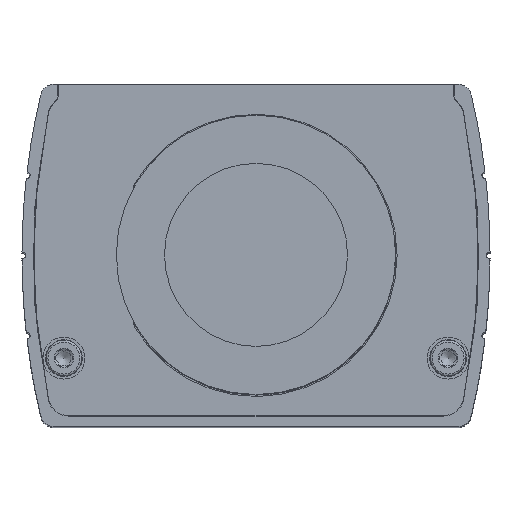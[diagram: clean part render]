
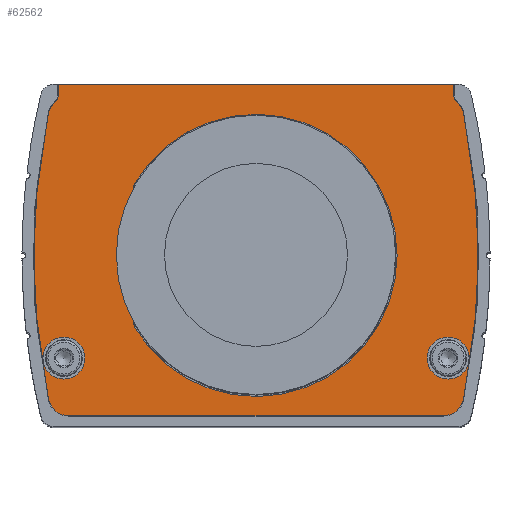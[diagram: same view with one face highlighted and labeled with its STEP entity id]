
A CAD part, top view. The second image highlights one B-rep face of the part: STEP entity #62562.
In plain terms, the highlighted planar face has unit normal (0, 0, 1).
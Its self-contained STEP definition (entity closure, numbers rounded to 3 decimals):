
#463=FACE_BOUND('',#7624,.T.);
#464=FACE_BOUND('',#7625,.T.);
#465=FACE_BOUND('',#7626,.T.);
#1764=PLANE('',#65974);
#4354=FACE_OUTER_BOUND('',#7623,.T.);
#7623=EDGE_LOOP('',(#41371,#41372,#41373,#41374,#41375,#41376,#41377,#41378,
#41379,#41380,#41381,#41382,#41383,#41384,#41385,#41386,#41387,#41388));
#7624=EDGE_LOOP('',(#41389));
#7625=EDGE_LOOP('',(#41390));
#7626=EDGE_LOOP('',(#41391,#41392,#41393,#41394));
#11057=LINE('',#84757,#18247);
#11071=LINE('',#84819,#18261);
#11076=LINE('',#84837,#18266);
#11082=LINE('',#84861,#18272);
#11084=LINE('',#84864,#18274);
#11085=LINE('',#84867,#18275);
#11086=LINE('',#84869,#18276);
#18247=VECTOR('',#69736,10.);
#18261=VECTOR('',#69796,10.);
#18266=VECTOR('',#69815,10.);
#18272=VECTOR('',#69847,10.);
#18274=VECTOR('',#69851,10.);
#18275=VECTOR('',#69854,10.);
#18276=VECTOR('',#69855,10.);
#25444=CIRCLE('',#65928,1.);
#25445=CIRCLE('',#65931,1.);
#25448=CIRCLE('',#65935,1.);
#25449=CIRCLE('',#65937,1.);
#25452=CIRCLE('',#65941,2.95);
#25454=CIRCLE('',#65944,98.35);
#25455=CIRCLE('',#65946,3.);
#25456=CIRCLE('',#65948,3.);
#25458=CIRCLE('',#65951,2.95);
#25460=CIRCLE('',#65955,1.);
#25461=CIRCLE('',#65957,2.95);
#25464=CIRCLE('',#65962,1.);
#25466=CIRCLE('',#65965,98.35);
#25468=CIRCLE('',#65968,20.2);
#25470=CIRCLE('',#65971,2.95);
#25471=CIRCLE('',#65975,3.);
#25472=CIRCLE('',#65976,3.);
#26175=VERTEX_POINT('',#84747);
#26176=VERTEX_POINT('',#84749);
#26178=VERTEX_POINT('',#84755);
#26179=VERTEX_POINT('',#84759);
#26181=VERTEX_POINT('',#84762);
#26184=VERTEX_POINT('',#84769);
#26186=VERTEX_POINT('',#84773);
#26187=VERTEX_POINT('',#84777);
#26189=VERTEX_POINT('',#84780);
#26193=VERTEX_POINT('',#84789);
#26194=VERTEX_POINT('',#84791);
#26196=VERTEX_POINT('',#84797);
#26197=VERTEX_POINT('',#84801);
#26198=VERTEX_POINT('',#84805);
#26201=VERTEX_POINT('',#84812);
#26202=VERTEX_POINT('',#84814);
#26203=VERTEX_POINT('',#84818);
#26206=VERTEX_POINT('',#84825);
#26208=VERTEX_POINT('',#84829);
#26209=VERTEX_POINT('',#84836);
#26212=VERTEX_POINT('',#84844);
#26214=VERTEX_POINT('',#84850);
#26215=VERTEX_POINT('',#84866);
#26216=VERTEX_POINT('',#84868);
#32154=EDGE_CURVE('',#26175,#26176,#25444,.T.);
#32158=EDGE_CURVE('',#26175,#26178,#11057,.T.);
#32160=EDGE_CURVE('',#26179,#26181,#25445,.T.);
#32166=EDGE_CURVE('',#26186,#26184,#25448,.T.);
#32168=EDGE_CURVE('',#26187,#26189,#25449,.T.);
#32173=EDGE_CURVE('',#26193,#26194,#25452,.T.);
#32177=EDGE_CURVE('',#26196,#26193,#25454,.T.);
#32178=EDGE_CURVE('',#26197,#26197,#25455,.T.);
#32180=EDGE_CURVE('',#26198,#26198,#25456,.T.);
#32184=EDGE_CURVE('',#26201,#26202,#25458,.T.);
#32186=EDGE_CURVE('',#26189,#26203,#11071,.T.);
#32192=EDGE_CURVE('',#26208,#26206,#25460,.T.);
#32193=EDGE_CURVE('',#26181,#26196,#25461,.T.);
#32195=EDGE_CURVE('',#26203,#26209,#11076,.T.);
#32200=EDGE_CURVE('',#26212,#26178,#25464,.T.);
#32202=EDGE_CURVE('',#26202,#26214,#25466,.T.);
#32205=EDGE_CURVE('',#26212,#26176,#25468,.T.);
#32207=EDGE_CURVE('',#26214,#26186,#25470,.T.);
#32209=EDGE_CURVE('',#26194,#26201,#11082,.T.);
#32211=EDGE_CURVE('',#26209,#26208,#11084,.T.);
#32212=EDGE_CURVE('',#26206,#26215,#11085,.T.);
#32213=EDGE_CURVE('',#26216,#26187,#11086,.T.);
#32214=EDGE_CURVE('',#26216,#26184,#25471,.T.);
#32215=EDGE_CURVE('',#26179,#26215,#25472,.T.);
#41371=ORIENTED_EDGE('',*,*,#32212,.F.);
#41372=ORIENTED_EDGE('',*,*,#32192,.F.);
#41373=ORIENTED_EDGE('',*,*,#32211,.F.);
#41374=ORIENTED_EDGE('',*,*,#32195,.F.);
#41375=ORIENTED_EDGE('',*,*,#32186,.F.);
#41376=ORIENTED_EDGE('',*,*,#32168,.F.);
#41377=ORIENTED_EDGE('',*,*,#32213,.F.);
#41378=ORIENTED_EDGE('',*,*,#32214,.T.);
#41379=ORIENTED_EDGE('',*,*,#32166,.F.);
#41380=ORIENTED_EDGE('',*,*,#32207,.F.);
#41381=ORIENTED_EDGE('',*,*,#32202,.F.);
#41382=ORIENTED_EDGE('',*,*,#32184,.F.);
#41383=ORIENTED_EDGE('',*,*,#32209,.F.);
#41384=ORIENTED_EDGE('',*,*,#32173,.F.);
#41385=ORIENTED_EDGE('',*,*,#32177,.F.);
#41386=ORIENTED_EDGE('',*,*,#32193,.F.);
#41387=ORIENTED_EDGE('',*,*,#32160,.F.);
#41388=ORIENTED_EDGE('',*,*,#32215,.T.);
#41389=ORIENTED_EDGE('',*,*,#32178,.T.);
#41390=ORIENTED_EDGE('',*,*,#32180,.T.);
#41391=ORIENTED_EDGE('',*,*,#32205,.T.);
#41392=ORIENTED_EDGE('',*,*,#32154,.F.);
#41393=ORIENTED_EDGE('',*,*,#32158,.T.);
#41394=ORIENTED_EDGE('',*,*,#32200,.F.);
#62562=ADVANCED_FACE('',(#4354,#463,#464,#465),#1764,.F.);
#65928=AXIS2_PLACEMENT_3D('',#84750,#69729,#69730);
#65931=AXIS2_PLACEMENT_3D('',#84763,#69740,#69741);
#65935=AXIS2_PLACEMENT_3D('',#84775,#69751,#69752);
#65937=AXIS2_PLACEMENT_3D('',#84781,#69756,#69757);
#65941=AXIS2_PLACEMENT_3D('',#84792,#69766,#69767);
#65944=AXIS2_PLACEMENT_3D('',#84799,#69774,#69775);
#65946=AXIS2_PLACEMENT_3D('',#84802,#69778,#69779);
#65948=AXIS2_PLACEMENT_3D('',#84806,#69783,#69784);
#65951=AXIS2_PLACEMENT_3D('',#84815,#69791,#69792);
#65955=AXIS2_PLACEMENT_3D('',#84831,#69805,#69806);
#65957=AXIS2_PLACEMENT_3D('',#84833,#69809,#69810);
#65962=AXIS2_PLACEMENT_3D('',#84846,#69823,#69824);
#65965=AXIS2_PLACEMENT_3D('',#84851,#69829,#69830);
#65968=AXIS2_PLACEMENT_3D('',#84855,#69836,#69837);
#65971=AXIS2_PLACEMENT_3D('',#84858,#69842,#69843);
#65974=AXIS2_PLACEMENT_3D('',#84865,#69852,#69853);
#65975=AXIS2_PLACEMENT_3D('',#84870,#69856,#69857);
#65976=AXIS2_PLACEMENT_3D('',#84871,#69858,#69859);
#69729=DIRECTION('center_axis',(0.,0.,1.));
#69730=DIRECTION('ref_axis',(-0.964,-0.265,0.));
#69736=DIRECTION('',(0.,1.,0.));
#69740=DIRECTION('center_axis',(0.,0.,1.));
#69741=DIRECTION('ref_axis',(-0.906,-0.424,0.));
#69751=DIRECTION('center_axis',(0.,0.,1.));
#69752=DIRECTION('ref_axis',(0.906,-0.424,0.));
#69756=DIRECTION('center_axis',(0.,0.,1.));
#69757=DIRECTION('ref_axis',(0.906,-0.424,0.));
#69766=DIRECTION('center_axis',(0.,0.,-1.));
#69767=DIRECTION('ref_axis',(0.978,-0.209,0.));
#69774=DIRECTION('center_axis',(0.,0.,-1.));
#69775=DIRECTION('ref_axis',(0.978,0.209,0.));
#69778=DIRECTION('center_axis',(0.,0.,-1.));
#69779=DIRECTION('ref_axis',(1.,0.,0.));
#69783=DIRECTION('center_axis',(0.,0.,-1.));
#69784=DIRECTION('ref_axis',(1.,0.,0.));
#69791=DIRECTION('center_axis',(0.,0.,-1.));
#69792=DIRECTION('ref_axis',(0.,-1.,0.));
#69796=DIRECTION('',(0.,1.,0.));
#69805=DIRECTION('center_axis',(0.,0.,1.));
#69806=DIRECTION('ref_axis',(-0.906,-0.424,0.));
#69809=DIRECTION('center_axis',(0.,0.,-1.));
#69810=DIRECTION('ref_axis',(0.519,0.855,0.));
#69815=DIRECTION('',(1.,0.,0.));
#69823=DIRECTION('center_axis',(0.,0.,1.));
#69824=DIRECTION('ref_axis',(-0.964,0.265,0.));
#69829=DIRECTION('center_axis',(0.,0.,-1.));
#69830=DIRECTION('ref_axis',(-0.978,-0.209,0.));
#69836=DIRECTION('center_axis',(0.,0.,-1.));
#69837=DIRECTION('ref_axis',(1.,0.,0.));
#69842=DIRECTION('center_axis',(0.,0.,-1.));
#69843=DIRECTION('ref_axis',(-0.978,0.209,0.));
#69847=DIRECTION('',(-1.,0.,0.));
#69851=DIRECTION('',(0.,-1.,0.));
#69852=DIRECTION('center_axis',(0.,0.,-1.));
#69853=DIRECTION('ref_axis',(0.,1.,0.));
#69854=DIRECTION('',(0.,-1.,0.));
#69855=DIRECTION('',(0.,1.,0.));
#69856=DIRECTION('center_axis',(0.,0.,1.));
#69857=DIRECTION('ref_axis',(-0.629,0.777,0.));
#69858=DIRECTION('center_axis',(0.,0.,1.));
#69859=DIRECTION('ref_axis',(0.629,0.777,0.));
#84747=CARTESIAN_POINT('',(-17.5,-9.818,50.));
#84749=CARTESIAN_POINT('',(-17.359,-10.329,50.));
#84750=CARTESIAN_POINT('Origin',(-16.5,-9.818,50.));
#84755=CARTESIAN_POINT('',(-17.5,9.818,50.));
#84757=CARTESIAN_POINT('',(-17.5,-10.089,50.));
#84759=CARTESIAN_POINT('',(28.507,22.268,50.));
#84762=CARTESIAN_POINT('',(28.691,22.065,50.));
#84763=CARTESIAN_POINT('Origin',(29.332,22.833,50.));
#84769=CARTESIAN_POINT('',(-28.507,22.268,50.));
#84773=CARTESIAN_POINT('',(-28.691,22.065,50.));
#84775=CARTESIAN_POINT('Origin',(-29.332,22.833,50.));
#84777=CARTESIAN_POINT('',(-28.382,22.521,50.));
#84780=CARTESIAN_POINT('',(-28.332,22.833,50.));
#84781=CARTESIAN_POINT('Origin',(-29.332,22.833,50.));
#84789=CARTESIAN_POINT('',(29.686,-20.615,50.));
#84791=CARTESIAN_POINT('',(26.801,-22.95,50.));
#84792=CARTESIAN_POINT('Origin',(26.801,-20.,50.));
#84797=CARTESIAN_POINT('',(29.686,20.415,50.));
#84799=CARTESIAN_POINT('Origin',(-66.5,-0.1,50.));
#84801=CARTESIAN_POINT('',(24.5,-14.7,50.));
#84802=CARTESIAN_POINT('Origin',(27.5,-14.7,50.));
#84805=CARTESIAN_POINT('',(-30.5,-14.7,50.));
#84806=CARTESIAN_POINT('Origin',(-27.5,-14.7,50.));
#84812=CARTESIAN_POINT('',(-26.801,-22.95,50.));
#84814=CARTESIAN_POINT('',(-29.686,-20.615,50.));
#84815=CARTESIAN_POINT('Origin',(-26.801,-20.,50.));
#84818=CARTESIAN_POINT('',(-28.332,24.5,50.));
#84819=CARTESIAN_POINT('',(-28.332,22.322,50.));
#84825=CARTESIAN_POINT('',(28.382,22.521,50.));
#84829=CARTESIAN_POINT('',(28.332,22.833,50.));
#84831=CARTESIAN_POINT('Origin',(29.332,22.833,50.));
#84833=CARTESIAN_POINT('Origin',(26.801,19.8,50.));
#84836=CARTESIAN_POINT('',(28.332,24.5,50.));
#84837=CARTESIAN_POINT('',(-28.332,24.5,50.));
#84844=CARTESIAN_POINT('',(-17.359,10.329,50.));
#84846=CARTESIAN_POINT('Origin',(-16.5,9.818,50.));
#84850=CARTESIAN_POINT('',(-29.686,20.415,50.));
#84851=CARTESIAN_POINT('Origin',(66.5,-0.1,50.));
#84855=CARTESIAN_POINT('Origin',(0.,0.,50.));
#84858=CARTESIAN_POINT('Origin',(-26.801,19.8,50.));
#84861=CARTESIAN_POINT('',(26.801,-22.95,50.));
#84864=CARTESIAN_POINT('',(28.332,24.45,50.));
#84865=CARTESIAN_POINT('Origin',(0.,1.036,
50.));
#84866=CARTESIAN_POINT('',(28.382,22.35,50.));
#84867=CARTESIAN_POINT('',(28.382,11.877,50.));
#84868=CARTESIAN_POINT('',(-28.382,22.35,50.));
#84869=CARTESIAN_POINT('',(-28.382,9.877,50.));
#84870=CARTESIAN_POINT('Origin',(-26.801,19.8,50.));
#84871=CARTESIAN_POINT('Origin',(26.801,19.8,50.));
